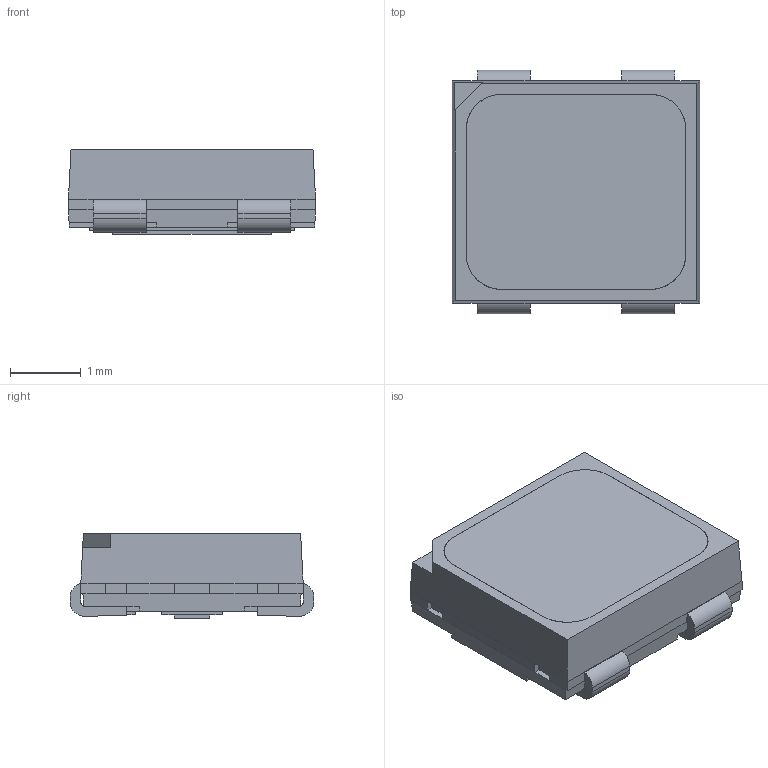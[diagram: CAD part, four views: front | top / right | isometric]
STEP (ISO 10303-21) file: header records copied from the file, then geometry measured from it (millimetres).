
FILE_DESCRIPTION((''),'2;1');
FILE_NAME('PRT0001','2011-02-18T',('myoumans'),(''),'PRO/ENGINEER BY PARAMETRIC TECHNOLOGY CORPORATION, 2009220','PRO/ENGINEER BY PARAMETRIC TECHNOLOGY CORPORATION, 2009220','');
FILE_SCHEMA(('CONFIG_CONTROL_DESIGN'));
Length unit declared in the file: millimetre
Products named in the file (1): PRT0001
Bounding box: 3.5 x 3.45 x 1.2 mm (x, y, z)
Volume: 12.2 mm3; surface area: 41.3 mm2
Topology: 1 solids, 1 shells, 156 faces, 426 edges, 260 vertices
Faces by surface type: plane 134, cylinder 18, extrusion 4
Entity records: 4938 total; most frequent: CARTESIAN_POINT 956, ORIENTED_EDGE 852, DIRECTION 762, EDGE_CURVE 426, VECTOR 386, LINE 382, VERTEX_POINT 260, AXIS2_PLACEMENT_3D 188
